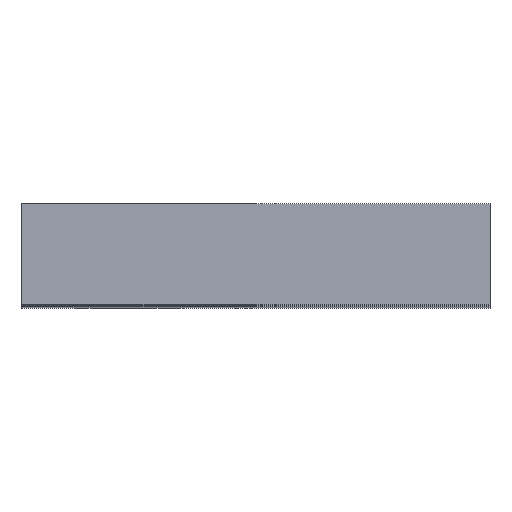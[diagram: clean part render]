
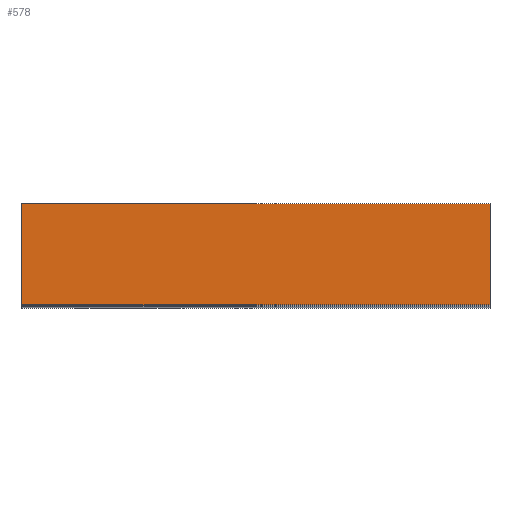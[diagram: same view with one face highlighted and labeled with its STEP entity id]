
A CAD part, top view. The second image highlights one B-rep face of the part: STEP entity #578.
In plain terms, the highlighted planar face has unit normal (0, 0, 1).
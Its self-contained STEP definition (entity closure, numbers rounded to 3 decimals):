
#30 = VERTEX_POINT ( 'NONE', #351 ) ;
#45 = EDGE_CURVE ( 'NONE', #30, #346, #556, .T. ) ;
#53 = EDGE_LOOP ( 'NONE', ( #456, #376, #337, #326 ) ) ;
#72 = PLANE ( 'NONE',  #463 ) ;
#73 = DIRECTION ( 'NONE',  ( 0., -1., 0. ) ) ;
#112 = VERTEX_POINT ( 'NONE', #601 ) ;
#119 = VECTOR ( 'NONE', #73, 1000. ) ;
#121 = VECTOR ( 'NONE', #600, 1000. ) ;
#125 = FACE_OUTER_BOUND ( 'NONE', #53, .T. ) ;
#162 = DIRECTION ( 'NONE',  ( -1., 0., 0. ) ) ;
#247 = CARTESIAN_POINT ( 'NONE',  ( 15., -1.625, 33. ) ) ;
#255 = CARTESIAN_POINT ( 'NONE',  ( 15., 0., 33. ) ) ;
#276 = VECTOR ( 'NONE', #334, 1000. ) ;
#290 = LINE ( 'NONE', #485, #393 ) ;
#326 = ORIENTED_EDGE ( 'NONE', *, *, #558, .T. ) ;
#334 = DIRECTION ( 'NONE',  ( 0., -1., 0. ) ) ;
#337 = ORIENTED_EDGE ( 'NONE', *, *, #45, .F. ) ;
#346 = VERTEX_POINT ( 'NONE', #247 ) ;
#351 = CARTESIAN_POINT ( 'NONE',  ( 15., 1.625, 33. ) ) ;
#374 = VERTEX_POINT ( 'NONE', #505 ) ;
#376 = ORIENTED_EDGE ( 'NONE', *, *, #423, .F. ) ;
#393 = VECTOR ( 'NONE', #626, 1000. ) ;
#410 = CARTESIAN_POINT ( 'NONE',  ( 15., -1.625, 33. ) ) ;
#423 = EDGE_CURVE ( 'NONE', #346, #112, #501, .T. ) ;
#433 = LINE ( 'NONE', #623, #276 ) ;
#456 = ORIENTED_EDGE ( 'NONE', *, *, #541, .T. ) ;
#463 = AXIS2_PLACEMENT_3D ( 'NONE', #255, #546, #162 ) ;
#485 = CARTESIAN_POINT ( 'NONE',  ( 15., 1.625, 33. ) ) ;
#501 = LINE ( 'NONE', #410, #121 ) ;
#505 = CARTESIAN_POINT ( 'NONE',  ( 0., 1.625, 33. ) ) ;
#541 = EDGE_CURVE ( 'NONE', #374, #112, #433, .T. ) ;
#546 = DIRECTION ( 'NONE',  ( 0., 0., -1. ) ) ;
#556 = LINE ( 'NONE', #597, #119 ) ;
#558 = EDGE_CURVE ( 'NONE', #30, #374, #290, .T. ) ;
#578 = ADVANCED_FACE ( 'NONE', ( #125 ), #72, .F. ) ;
#597 = CARTESIAN_POINT ( 'NONE',  ( 15., 0., 33. ) ) ;
#600 = DIRECTION ( 'NONE',  ( -1., 0., 0. ) ) ;
#601 = CARTESIAN_POINT ( 'NONE',  ( 0., -1.625, 33. ) ) ;
#623 = CARTESIAN_POINT ( 'NONE',  ( 0., 0., 33. ) ) ;
#626 = DIRECTION ( 'NONE',  ( -1., 0., 0. ) ) ;
